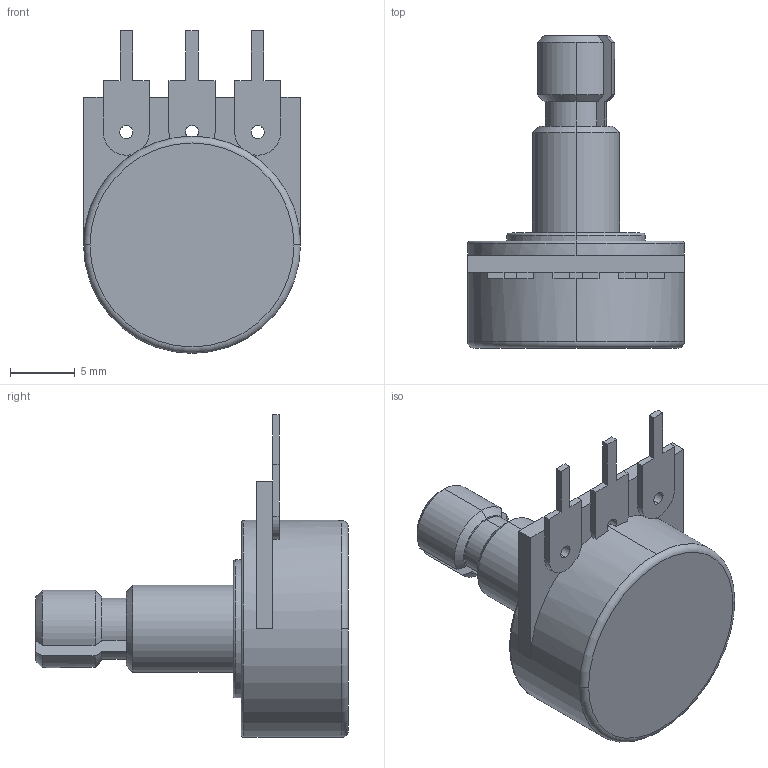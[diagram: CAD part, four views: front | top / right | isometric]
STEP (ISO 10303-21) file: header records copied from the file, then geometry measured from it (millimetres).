
FILE_DESCRIPTION (( 'STEP AP214' ), '1' );
FILE_NAME ('potentiometer.STEP', '2021-05-26T10:44:32', ( '' ), ( '' ), 'SwSTEP 2.0', 'SolidWorks 2015', '' );
FILE_SCHEMA (( 'AUTOMOTIVE_DESIGN' ));
Length unit declared in the file: millimetre
Products named in the file (1): potentiometer
Bounding box: 16.76 x 24.13 x 24.94 mm (x, y, z)
Volume: 2430.1 mm3; surface area: 1513.1 mm2
Topology: 1 solids, 1 shells, 85 faces, 228 edges, 147 vertices
Faces by surface type: plane 47, cylinder 24, cone 8, torus 6
Entity records: 3528 total; most frequent: CARTESIAN_POINT 485, DIRECTION 481, ORIENTED_EDGE 456, EDGE_CURVE 228, AXIS2_PLACEMENT_3D 175, VERTEX_POINT 147, VECTOR 131, LINE 131
